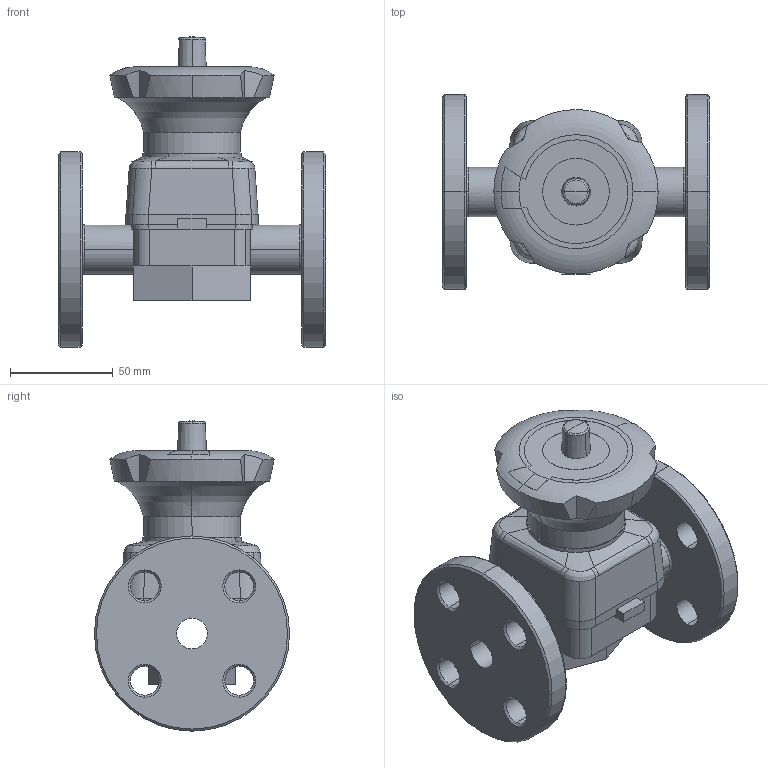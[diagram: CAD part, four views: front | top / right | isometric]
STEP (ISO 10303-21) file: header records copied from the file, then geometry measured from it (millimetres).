
FILE_DESCRIPTION(('STEP AP214'),'1');
FILE_NAME('dkov020e.stp','2017-04-07T15:24:19',('TraceParts'),('TraceParts S.A.'),'Spatial InterOp 3D',' ',' ');
FILE_SCHEMA(('automotive_design'));
Length unit declared in the file: millimetre
Products named in the file (4): dkov020e_1; dkov020e_2; dkov020e_3; dkov020e_4
Bounding box: 130 x 95 x 151.05 mm (x, y, z)
Volume: 500880 mm3; surface area: 93517.7 mm2
Topology: 4 solids, 4 shells, 216 faces, 549 edges, 345 vertices
Faces by surface type: cylinder 75, plane 71, cone 28, bspline 26, torus 16
Entity records: 9729 total; most frequent: CARTESIAN_POINT 2654, DIRECTION 1136, ORIENTED_EDGE 1094, EDGE_CURVE 547, AXIS2_PLACEMENT_3D 455, VERTEX_POINT 345, CIRCLE 241, EDGE_LOOP 240
